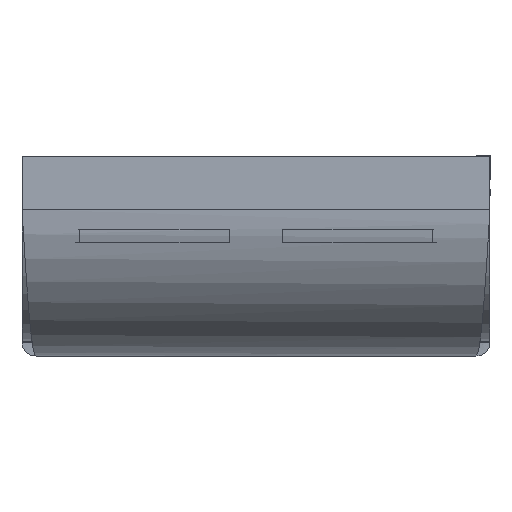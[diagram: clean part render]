
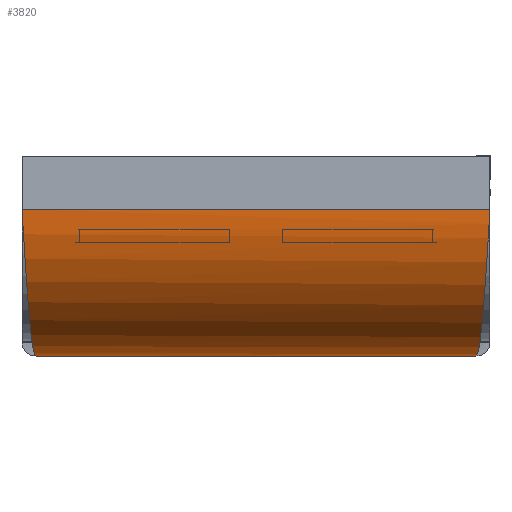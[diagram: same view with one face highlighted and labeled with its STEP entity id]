
A CAD part, left-side view. The second image highlights one B-rep face of the part: STEP entity #3820.
In plain terms, the highlighted cylindrical face has radius 22 mm (diameter 44 mm), a partial arc.
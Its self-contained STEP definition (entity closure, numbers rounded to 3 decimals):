
#511 = VECTOR ( 'NONE', #3063, 1000. ) ;
#719 = DIRECTION ( 'NONE',  ( 0., 0., 1. ) ) ;
#720 = CYLINDRICAL_SURFACE ( 'NONE', #2702, 22. ) ;
#721 = CARTESIAN_POINT ( 'NONE',  ( -228., -77.59, 20. ) ) ;
#722 = FACE_OUTER_BOUND ( 'NONE', #3986, .T. ) ;
#731 = DIRECTION ( 'NONE',  ( 0., 1., 0. ) ) ;
#739 = EDGE_CURVE ( 'NONE', #3663, #3344, #3111, .T. ) ;
#1152 = CARTESIAN_POINT ( 'NONE',  ( -228., 33., -2. ) ) ;
#1208 = CARTESIAN_POINT ( 'NONE',  ( -250., 35.1, 20. ) ) ;
#1212 = CARTESIAN_POINT ( 'NONE',  ( -250., -35.1, 20. ) ) ;
#1276 = DIRECTION ( 'NONE',  ( 0., 1., 0. ) ) ;
#1277 = CARTESIAN_POINT ( 'NONE',  ( -250., 33., 20. ) ) ;
#1297 = LINE ( 'NONE', #1277, #2741 ) ;
#1523 = CARTESIAN_POINT ( 'NONE',  ( -228., 33., -2. ) ) ;
#1526 = CARTESIAN_POINT ( 'NONE',  ( -229.44, 33.088, -2. ) ) ;
#1530 = CARTESIAN_POINT ( 'NONE',  ( -230.88, 33.175, -1.858 ) ) ;
#1531 = CARTESIAN_POINT ( 'NONE',  ( -233.704, 33.35, -1.296 ) ) ;
#1532 = CARTESIAN_POINT ( 'NONE',  ( -235.089, 33.438, -0.876 ) ) ;
#1538 = CARTESIAN_POINT ( 'NONE',  ( -237.749, 33.613, 0.226 ) ) ;
#1541 = CARTESIAN_POINT ( 'NONE',  ( -241.42, 33.875, 2.508 ) ) ;
#1544 = CARTESIAN_POINT ( 'NONE',  ( -242.538, 33.963, 3.425 ) ) ;
#1545 = CARTESIAN_POINT ( 'NONE',  ( -244.575, 34.138, 5.462 ) ) ;
#1546 = CARTESIAN_POINT ( 'NONE',  ( -245.492, 34.225, 6.58 ) ) ;
#1548 = CARTESIAN_POINT ( 'NONE',  ( -247.092, 34.4, 8.975 ) ) ;
#1549 = CARTESIAN_POINT ( 'NONE',  ( -247.774, 34.488, 10.251 ) ) ;
#1550 = CARTESIAN_POINT ( 'NONE',  ( -248.876, 34.663, 12.911 ) ) ;
#1551 = CARTESIAN_POINT ( 'NONE',  ( -249.296, 34.75, 14.296 ) ) ;
#1553 = CARTESIAN_POINT ( 'NONE',  ( -249.858, 34.925, 17.12 ) ) ;
#1570 = CARTESIAN_POINT ( 'NONE',  ( -250., 35.013, 18.56 ) ) ;
#1571 = CARTESIAN_POINT ( 'NONE',  ( -250., 35.1, 20. ) ) ;
#1663 = CARTESIAN_POINT ( 'NONE',  ( -239.025, 33.7, 0.908 ) ) ;
#1694 = CARTESIAN_POINT ( 'NONE',  ( -250., -35.1, 20. ) ) ;
#1698 = CARTESIAN_POINT ( 'NONE',  ( -250., -35.013, 18.56 ) ) ;
#1700 = CARTESIAN_POINT ( 'NONE',  ( -249.858, -34.925, 17.12 ) ) ;
#1702 = CARTESIAN_POINT ( 'NONE',  ( -249.296, -34.75, 14.296 ) ) ;
#1704 = CARTESIAN_POINT ( 'NONE',  ( -248.876, -34.663, 12.911 ) ) ;
#1712 = CARTESIAN_POINT ( 'NONE',  ( -247.092, -34.4, 8.975 ) ) ;
#1713 = CARTESIAN_POINT ( 'NONE',  ( -244.575, -34.138, 5.462 ) ) ;
#1718 = CARTESIAN_POINT ( 'NONE',  ( -242.538, -33.963, 3.425 ) ) ;
#1726 = CARTESIAN_POINT ( 'NONE',  ( -241.42, -33.875, 2.508 ) ) ;
#1727 = CARTESIAN_POINT ( 'NONE',  ( -239.025, -33.7, 0.908 ) ) ;
#1728 = CARTESIAN_POINT ( 'NONE',  ( -230.88, -33.175, -1.858 ) ) ;
#1729 = CARTESIAN_POINT ( 'NONE',  ( -237.749, -33.613, 0.226 ) ) ;
#1731 = CARTESIAN_POINT ( 'NONE',  ( -235.089, -33.438, -0.876 ) ) ;
#1735 = CARTESIAN_POINT ( 'NONE',  ( -233.704, -33.35, -1.296 ) ) ;
#1753 = CARTESIAN_POINT ( 'NONE',  ( -245.492, -34.225, 6.58 ) ) ;
#1754 = CARTESIAN_POINT ( 'NONE',  ( -228., -33., -2. ) ) ;
#1762 = CARTESIAN_POINT ( 'NONE',  ( -229.44, -33.087, -2. ) ) ;
#1771 = CARTESIAN_POINT ( 'NONE',  ( -247.774, -34.488, 10.251 ) ) ;
#1873 = CARTESIAN_POINT ( 'NONE',  ( -228., -33., -2. ) ) ;
#2702 = AXIS2_PLACEMENT_3D ( 'NONE', #721, #731, #719 ) ;
#2741 = VECTOR ( 'NONE', #1276, 1000. ) ;
#3063 = DIRECTION ( 'NONE',  ( 0., -1., 0. ) ) ;
#3070 = CARTESIAN_POINT ( 'NONE',  ( -228., 33., -2. ) ) ;
#3111 = LINE ( 'NONE', #3070, #511 ) ;
#3344 = VERTEX_POINT ( 'NONE', #1873 ) ;
#3445 = EDGE_CURVE ( 'NONE', #3344, #3595, #3779, .T. ) ;
#3504 = EDGE_CURVE ( 'NONE', #3601, #3663, #3802, .T. ) ;
#3565 = EDGE_CURVE ( 'NONE', #3595, #3601, #1297, .T. ) ;
#3595 = VERTEX_POINT ( 'NONE', #1212 ) ;
#3601 = VERTEX_POINT ( 'NONE', #1208 ) ;
#3663 = VERTEX_POINT ( 'NONE', #1152 ) ;
#3779 = B_SPLINE_CURVE_WITH_KNOTS ( 'NONE', 3,
 ( #1754, #1762, #1728, #1735, #1731, #1729, #1727, #1726, #1718, #1713, #1753, #1712, #1771, #1704, #1702, #1700, #1698, #1694 ),
 .UNSPECIFIED., .F., .F.,
 ( 4, 2, 2, 2, 2, 2, 2, 2, 4 ),
 ( 0., 0.125, 0.25, 0.375, 0.5, 0.625, 0.75, 0.875, 1. ),
 .UNSPECIFIED. ) ;
#3802 = B_SPLINE_CURVE_WITH_KNOTS ( 'NONE', 3,
 ( #1571, #1570, #1553, #1551, #1550, #1549, #1548, #1546, #1545, #1544, #1541, #1663, #1538, #1532, #1531, #1530, #1526, #1523 ),
 .UNSPECIFIED., .F., .F.,
 ( 4, 2, 2, 2, 2, 2, 2, 2, 4 ),
 ( 0., 0.125, 0.25, 0.375, 0.5, 0.625, 0.75, 0.875, 1. ),
 .UNSPECIFIED. ) ;
#3820 = ADVANCED_FACE ( 'NONE', ( #722 ), #720, .T. ) ;
#3938 = ORIENTED_EDGE ( 'NONE', *, *, #3445, .T. ) ;
#3943 = ORIENTED_EDGE ( 'NONE', *, *, #3565, .T. ) ;
#3986 = EDGE_LOOP ( 'NONE', ( #4296, #3938, #3943, #4245 ) ) ;
#4245 = ORIENTED_EDGE ( 'NONE', *, *, #3504, .T. ) ;
#4296 = ORIENTED_EDGE ( 'NONE', *, *, #739, .T. ) ;
